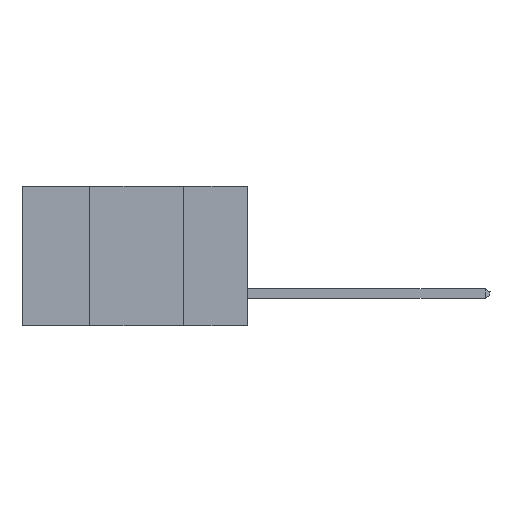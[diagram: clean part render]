
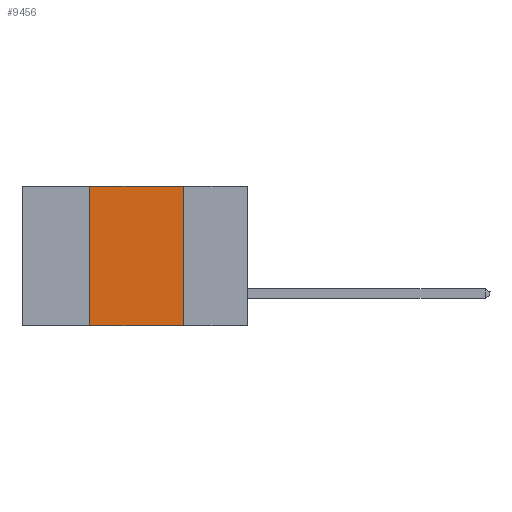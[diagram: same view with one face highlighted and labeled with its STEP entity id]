
A CAD part, left-side view. The second image highlights one B-rep face of the part: STEP entity #9456.
In plain terms, the highlighted planar face has unit normal (-1, 0, 0).
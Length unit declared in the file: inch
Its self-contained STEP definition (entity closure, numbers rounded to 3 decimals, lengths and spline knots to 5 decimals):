
#1075 = EDGE_LOOP ( 'NONE', ( #11636, #15506, #16810, #16173 ) ) ;
#1667 = DIRECTION ( 'NONE',  ( 1., 0., 0. ) ) ;
#1698 = VECTOR ( 'NONE', #11370, 39.37008 ) ;
#1753 = DIRECTION ( 'NONE',  ( 0., 0., -1. ) ) ;
#1989 = CARTESIAN_POINT ( 'NONE',  ( 0., 0.6, 0. ) ) ;
#2288 = LINE ( 'NONE', #8872, #15141 ) ;
#3817 = EDGE_CURVE ( 'NONE', #11790, #16502, #12640, .T. ) ;
#4637 = CARTESIAN_POINT ( 'NONE',  ( 0., 0.42, -0.37 ) ) ;
#5034 = EDGE_CURVE ( 'NONE', #16502, #10213, #2288, .T. ) ;
#5288 = VECTOR ( 'NONE', #12722, 39.37008 ) ;
#5455 = AXIS2_PLACEMENT_3D ( 'NONE', #15390, #1667, #1753 ) ;
#6881 = CARTESIAN_POINT ( 'NONE',  ( 0., 0.42, -0.37 ) ) ;
#7727 = DIRECTION ( 'NONE',  ( 0., 0., -1. ) ) ;
#8872 = CARTESIAN_POINT ( 'NONE',  ( 0., 0.17, -0.37 ) ) ;
#9050 = EDGE_CURVE ( 'NONE', #12042, #11790, #11547, .T. ) ;
#9456 = ADVANCED_FACE ( 'NONE', ( #12671 ), #13900, .F. ) ;
#10213 = VERTEX_POINT ( 'NONE', #17279 ) ;
#11370 = DIRECTION ( 'NONE',  ( 0., 0., 1. ) ) ;
#11547 = LINE ( 'NONE', #4637, #1698 ) ;
#11636 = ORIENTED_EDGE ( 'NONE', *, *, #5034, .F. ) ;
#11790 = VERTEX_POINT ( 'NONE', #14291 ) ;
#11856 = DIRECTION ( 'NONE',  ( 0., -1., 0. ) ) ;
#12042 = VERTEX_POINT ( 'NONE', #6881 ) ;
#12640 = LINE ( 'NONE', #1989, #5288 ) ;
#12671 = FACE_OUTER_BOUND ( 'NONE', #1075, .T. ) ;
#12722 = DIRECTION ( 'NONE',  ( 0., -1., 0. ) ) ;
#13210 = CARTESIAN_POINT ( 'NONE',  ( 0., 0.17, 0. ) ) ;
#13449 = CARTESIAN_POINT ( 'NONE',  ( 0., 0.6, -0.37 ) ) ;
#13900 = PLANE ( 'NONE',  #5455 ) ;
#14291 = CARTESIAN_POINT ( 'NONE',  ( 0., 0.42, 0. ) ) ;
#15141 = VECTOR ( 'NONE', #7727, 39.37008 ) ;
#15390 = CARTESIAN_POINT ( 'NONE',  ( 0., 0.6, 0. ) ) ;
#15506 = ORIENTED_EDGE ( 'NONE', *, *, #3817, .F. ) ;
#16072 = LINE ( 'NONE', #13449, #17082 ) ;
#16173 = ORIENTED_EDGE ( 'NONE', *, *, #16889, .T. ) ;
#16502 = VERTEX_POINT ( 'NONE', #13210 ) ;
#16810 = ORIENTED_EDGE ( 'NONE', *, *, #9050, .F. ) ;
#16889 = EDGE_CURVE ( 'NONE', #12042, #10213, #16072, .T. ) ;
#17082 = VECTOR ( 'NONE', #11856, 39.37008 ) ;
#17279 = CARTESIAN_POINT ( 'NONE',  ( 0., 0.17, -0.37 ) ) ;
